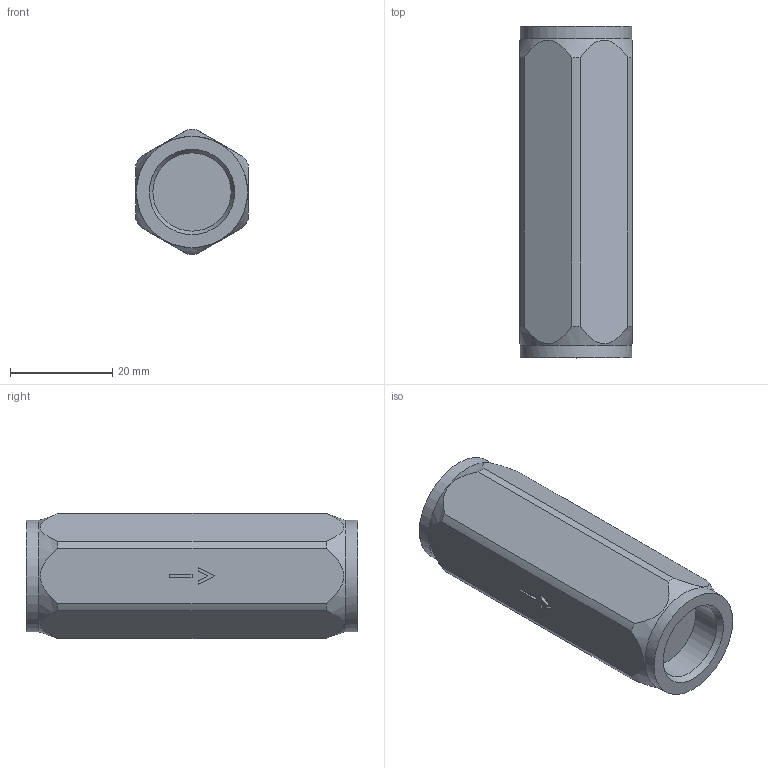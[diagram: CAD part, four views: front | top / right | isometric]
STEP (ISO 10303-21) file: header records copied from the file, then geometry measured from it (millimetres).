
FILE_DESCRIPTION(/* description */ ('Unknown'),/* implementation_level */ '2;1');
FILE_NAME(/* name */ '200264520_TM_ST-264 HRV_G3_8_2024_12_09',/* time_stamp */ '2024-12-09T08:45:27+01:00',/* author */ ('Unknown'),/* organization */ ('Unknown'),/* preprocessor_version */ 'ST-DEVELOPER v18.104',/* originating_system */ 'Solid Edge',/* authorisation */ 'Unknown');
FILE_SCHEMA (('AUTOMOTIVE_DESIGN {1 0 10303 214 3 1 1}'));
Length unit declared in the file: millimetre
Products named in the file (1): Part2
Bounding box: 22 x 65 x 24.5 mm (x, y, z)
Volume: 24110.1 mm3; surface area: 6372.6 mm2
Topology: 1 solids, 1 shells, 342 faces, 834 edges, 555 vertices
Faces by surface type: plane 247, bspline 81, cylinder 10, cone 4
Full cylindrical faces by diameter (mm): 15.33 x2, 21.8 x2
Entity records: 15573 total; most frequent: CARTESIAN_POINT 5767, ORIENTED_EDGE 1610, DIRECTION 1177, EDGE_CURVE 805, LINE 609, VECTOR 609, VERTEX_POINT 552, EDGE_LOOP 429
